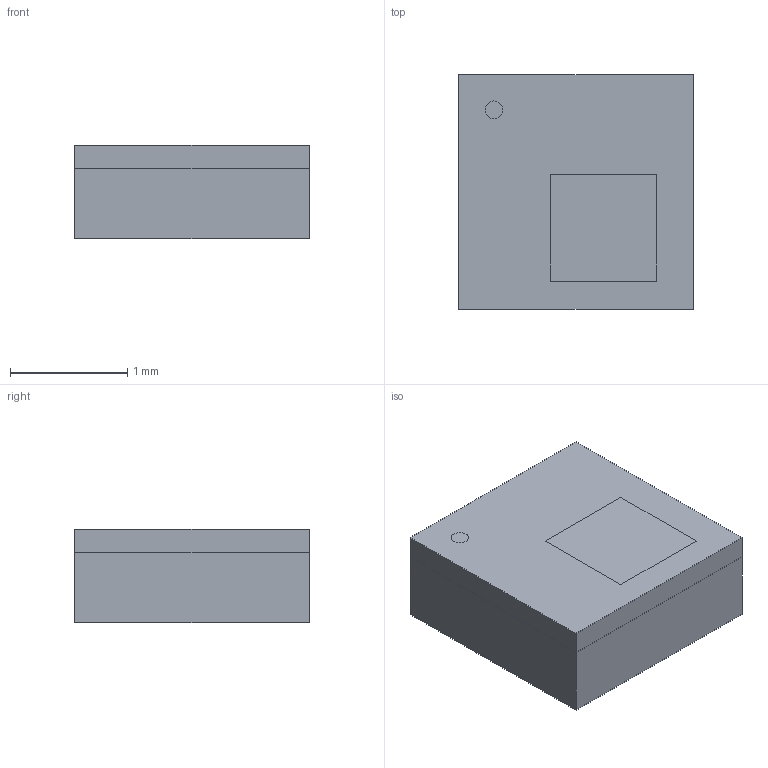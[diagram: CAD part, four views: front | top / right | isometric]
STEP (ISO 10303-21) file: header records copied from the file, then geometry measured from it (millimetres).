
FILE_DESCRIPTION (( 'STEP AP214' ), '1' );
FILE_NAME ('LPS22HHTR.STEP', '2021-06-17T12:00:35', ( '' ), ( '' ), 'SwSTEP 2.0', 'SolidWorks 2018', '' );
FILE_SCHEMA (( 'AUTOMOTIVE_DESIGN' ));
Length unit declared in the file: millimetre
Products named in the file (2): LPS22HHTR
Bounding box: 2 x 2 x 0.8 mm (x, y, z)
Volume: 3.2 mm3; surface area: 28.4 mm2
Topology: 14 solids, 14 shells, 140 faces, 300 edges, 200 vertices
Faces by surface type: plane 138, cylinder 2
Full cylindrical faces by diameter (mm): 0.15 x2
Entity records: 4766 total; most frequent: CARTESIAN_POINT 640, ORIENTED_EDGE 596, DIRECTION 586, EDGE_CURVE 298, VECTOR 294, LINE 294, VERTEX_POINT 200, EDGE_LOOP 154
